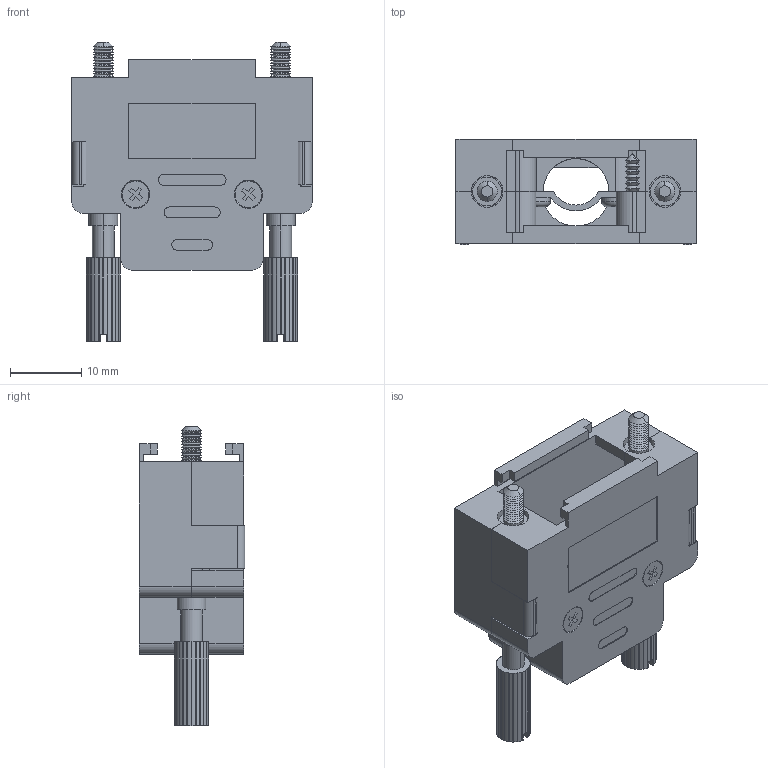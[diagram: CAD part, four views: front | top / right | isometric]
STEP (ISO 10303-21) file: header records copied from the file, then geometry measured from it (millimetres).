
FILE_DESCRIPTION (( 'STEP AP203' ), '1' );
FILE_NAME ('SDRS09HOT.STEP', '2006-06-30T18:55:02', ( ' ' ), ( ' ' ), 'SwSTEP 2.0', 'SolidWorks 2005354', '' );
FILE_SCHEMA (( 'CONFIG_CONTROL_DESIGN' ));
Length unit declared in the file: inch
Products named in the file (7): SDRS09HOT-MA1B; SDRS09HOT; SDRS09HO5-MA3_2-56 x .125; 3AA07-019; SDRS09HOT-MA1A; SDRS09HOT-MA5_2-56 x .250 PAN HEAD SCREW; SDRS09HOT-MA4
Assembly tree (9 placements, depth 2):
  SDRS09HOT
    3AA07-019  x2
    SDRS09HOT-MA1B
    SDRS09HOT-MA1A
    SDRS09HOT-MA5_2-56 x .250 PAN HEAD SCREW  x2
    SDRS09HOT-MA4
    SDRS09HO5-MA3_2-56 x .125  x2
Bounding box: 33.78 x 14.81 x 42.14 mm (x, y, z)
Volume: 5876.6 mm3; surface area: 8903.2 mm2
Topology: 9 solids, 9 shells, 818 faces, 2062 edges, 1284 vertices
Faces by surface type: plane 391, cone 260, cylinder 163, torus 4
Entity records: 17790 total; most frequent: CARTESIAN_POINT 3001, DIRECTION 2971, ORIENTED_EDGE 2888, EDGE_CURVE 1444, VECTOR 1029, LINE 1029, AXIS2_PLACEMENT_3D 971, VERTEX_POINT 917
